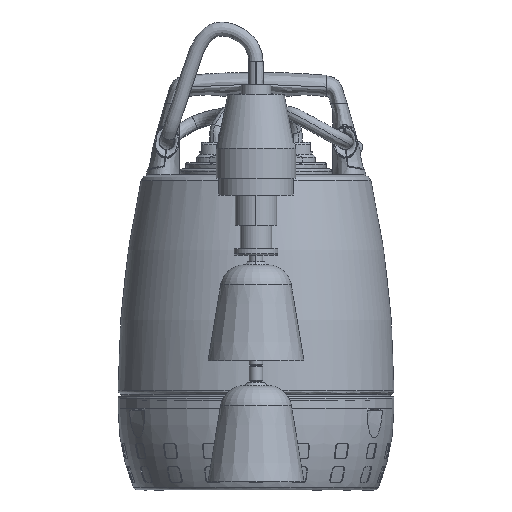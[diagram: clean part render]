
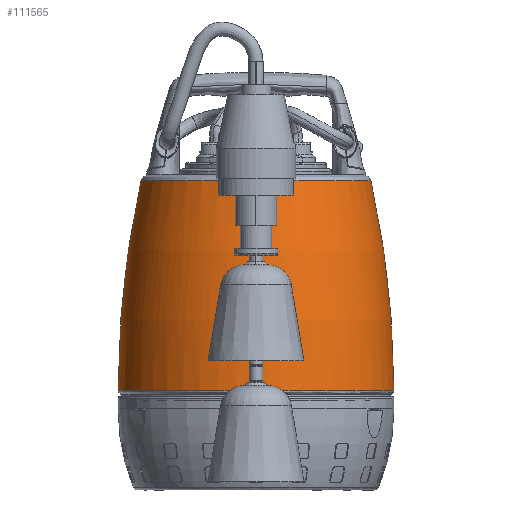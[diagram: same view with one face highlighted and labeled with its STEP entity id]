
A CAD part, front view. The second image highlights one B-rep face of the part: STEP entity #111565.
In plain terms, the highlighted toroidal (fillet/blend) face has major radius 543.008 mm and minor radius 631.008 mm.
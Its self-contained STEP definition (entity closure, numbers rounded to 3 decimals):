
#1421 = CARTESIAN_POINT ( 'NONE',  ( -10.538, -72.793, -3.771 ) ) ;
#1799 = B_SPLINE_CURVE_WITH_KNOTS ( 'NONE', 3,
 ( #4954, #3084, #92785, #61331, #108050, #119565, #166265, #35511, #93709, #151949, #163467, #149153, #127980, #68799 ),
 .UNSPECIFIED., .F., .F.,
 ( 4, 1, 1, 1, 1, 1, 1, 1, 1, 1, 1, 4 ),
 ( 0., 0.062, 0.094, 0.125, 0.188, 0.25, 0.313, 0.375, 0.438, 0.5, 0.562, 0.57 ),
 .UNSPECIFIED. ) ;
#2358 = CARTESIAN_POINT ( 'NONE',  ( -55.933, -47.996, -3.771 ) ) ;
#3084 = CARTESIAN_POINT ( 'NONE',  ( 4.208, -73.34, -3.771 ) ) ;
#3296 = CARTESIAN_POINT ( 'NONE',  ( -73.293, -5.185, -3.771 ) ) ;
#4954 = CARTESIAN_POINT ( 'NONE',  ( 0., -73.34, -3.771 ) ) ;
#6597 = VERTEX_POINT ( 'NONE', #19843 ) ;
#12691 = CARTESIAN_POINT ( 'NONE',  ( 87.998, -5.759, -137.377 ) ) ;
#12703 = CARTESIAN_POINT ( 'NONE',  ( 87.998, 0., -137.377 ) ) ;
#13283 = CARTESIAN_POINT ( 'NONE',  ( -31.132, -82.659, -137.377 ) ) ;
#14228 = CARTESIAN_POINT ( 'NONE',  ( -87.998, 0., -137.377 ) ) ;
#15763 = CARTESIAN_POINT ( 'NONE',  ( -36.429, -64.072, -3.771 ) ) ;
#18513 = B_SPLINE_CURVE_WITH_KNOTS ( 'NONE', 3,
 ( #85830, #129737, #86781, #13283, #186052, #159338, #174615, #187957, #55298, #57204, #144998, #113521, #14228 ),
 .UNSPECIFIED., .F., .F.,
 ( 4, 1, 1, 1, 1, 1, 1, 1, 1, 1, 4 ),
 ( 0., 0.062, 0.125, 0.156, 0.188, 0.219, 0.25, 0.313, 0.375, 0.438, 0.5 ),
 .UNSPECIFIED. ) ;
#19843 = CARTESIAN_POINT ( 'NONE',  ( 0., -73.34, -3.771 ) ) ;
#25106 = DIRECTION ( 'NONE',  ( 0., 1., 0. ) ) ;
#26075 = CARTESIAN_POINT ( 'NONE',  ( 87.998, 0., -137.377 ) ) ;
#27978 = CARTESIAN_POINT ( 'NONE',  ( 55.915, -68.132, -137.377 ) ) ;
#32919 = CARTESIAN_POINT ( 'NONE',  ( -46.875, -56.877, -3.771 ) ) ;
#33575 = DIRECTION ( 'NONE',  ( 0., 0., -1. ) ) ;
#35511 = CARTESIAN_POINT ( 'NONE',  ( 55.933, -47.996, -3.771 ) ) ;
#38525 = CARTESIAN_POINT ( 'NONE',  ( 17.281, -86.865, -137.377 ) ) ;
#42447 = EDGE_CURVE ( 'NONE', #151653, #174637, #186364, .T. ) ;
#46204 = ORIENTED_EDGE ( 'NONE', *, *, #42447, .T. ) ;
#48164 = ORIENTED_EDGE ( 'NONE', *, *, #51009, .F. ) ;
#51009 = EDGE_CURVE ( 'NONE', #68920, #184223, #62537, .T. ) ;
#52407 = EDGE_CURVE ( 'NONE', #98136, #174637, #18513, .T. ) ;
#52823 = CARTESIAN_POINT ( 'NONE',  ( 0., -87.998, -137.377 ) ) ;
#55298 = CARTESIAN_POINT ( 'NONE',  ( -73.641, -49.203, -137.377 ) ) ;
#57204 = CARTESIAN_POINT ( 'NONE',  ( -81.823, -33.893, -137.377 ) ) ;
#57594 = ORIENTED_EDGE ( 'NONE', *, *, #52407, .F. ) ;
#58217 = EDGE_CURVE ( 'NONE', #151653, #6597, #140796, .T. ) ;
#61331 = CARTESIAN_POINT ( 'NONE',  ( 18.77, -70.991, -3.771 ) ) ;
#62537 = CIRCLE ( 'NONE', #169215, 631.008 ) ;
#65005 = CARTESIAN_POINT ( 'NONE',  ( 0., 0., -139. ) ) ;
#68799 = CARTESIAN_POINT ( 'NONE',  ( 73.34, 0., -3.771 ) ) ;
#68920 = VERTEX_POINT ( 'NONE', #176952 ) ;
#72614 = B_SPLINE_CURVE_WITH_KNOTS ( 'NONE', 3,
 ( #26075, #12691, #84266, #158750, #185462, #126299, #27978, #83322, #170212, #155904, #38525, #142493, #52823 ),
 .UNSPECIFIED., .F., .F.,
 ( 4, 1, 1, 1, 1, 1, 1, 1, 1, 1, 4 ),
 ( 0.5, 0.562, 0.625, 0.687, 0.75, 0.781, 0.812, 0.844, 0.875, 0.938, 1. ),
 .UNSPECIFIED. ) ;
#74922 = CARTESIAN_POINT ( 'NONE',  ( -73.34, -0.486, -3.771 ) ) ;
#76323 = CARTESIAN_POINT ( 'NONE',  ( -73.34, 0., -3.771 ) ) ;
#77722 = CARTESIAN_POINT ( 'NONE',  ( -68.86, -26.276, -3.771 ) ) ;
#78611 = DIRECTION ( 'NONE',  ( 0., -1., 0. ) ) ;
#83206 = ORIENTED_EDGE ( 'NONE', *, *, #182066, .F. ) ;
#83322 = CARTESIAN_POINT ( 'NONE',  ( 48.968, -73.285, -137.377 ) ) ;
#84266 = CARTESIAN_POINT ( 'NONE',  ( 86.864, -17.278, -137.377 ) ) ;
#85830 = CARTESIAN_POINT ( 'NONE',  ( 0., -87.998, -137.377 ) ) ;
#86781 = CARTESIAN_POINT ( 'NONE',  ( -17.281, -86.865, -137.377 ) ) ;
#91096 = CARTESIAN_POINT ( 'NONE',  ( 543.008, 0., -139. ) ) ;
#91132 = CARTESIAN_POINT ( 'NONE',  ( -18.77, -70.991, -3.771 ) ) ;
#92785 = CARTESIAN_POINT ( 'NONE',  ( 10.538, -72.793, -3.771 ) ) ;
#93709 = CARTESIAN_POINT ( 'NONE',  ( 63.335, -37.695, -3.771 ) ) ;
#96350 = TOROIDAL_SURFACE ( 'NONE', #120769, -543.008, 631.008 ) ;
#98136 = VERTEX_POINT ( 'NONE', #154166 ) ;
#102720 = EDGE_LOOP ( 'NONE', ( #48164, #83206, #133598, #46204, #57594, #165708 ) ) ;
#105411 = DIRECTION ( 'NONE',  ( 0., 0., -1. ) ) ;
#107113 = AXIS2_PLACEMENT_3D ( 'NONE', #91096, #78611, #105411 ) ;
#108050 = CARTESIAN_POINT ( 'NONE',  ( 26.818, -68.488, -3.771 ) ) ;
#111565 = ADVANCED_FACE ( 'NONE', ( #167144 ), #96350, .T. ) ;
#112901 = DIRECTION ( 'NONE',  ( 0., 0., 1. ) ) ;
#113521 = CARTESIAN_POINT ( 'NONE',  ( -87.998, -5.759, -137.377 ) ) ;
#117248 = CARTESIAN_POINT ( 'NONE',  ( -87.998, 0., -137.377 ) ) ;
#118840 = CARTESIAN_POINT ( 'NONE',  ( -26.818, -68.488, -3.771 ) ) ;
#119565 = CARTESIAN_POINT ( 'NONE',  ( 36.429, -64.072, -3.771 ) ) ;
#120769 = AXIS2_PLACEMENT_3D ( 'NONE', #65005, #33575, #150013 ) ;
#126299 = CARTESIAN_POINT ( 'NONE',  ( 64.454, -60.395, -137.377 ) ) ;
#127980 = CARTESIAN_POINT ( 'NONE',  ( 73.34, -0.486, -3.771 ) ) ;
#129737 = CARTESIAN_POINT ( 'NONE',  ( -5.75, -87.998, -137.377 ) ) ;
#133141 = CARTESIAN_POINT ( 'NONE',  ( -72.346, -14.079, -3.771 ) ) ;
#133598 = ORIENTED_EDGE ( 'NONE', *, *, #58217, .F. ) ;
#140796 = B_SPLINE_CURVE_WITH_KNOTS ( 'NONE', 3,
 ( #161797, #74922, #3296, #133141, #77722, #163672, #2358, #32919, #15763, #118840, #91132, #1421, #149360, #177086 ),
 .UNSPECIFIED., .F., .F.,
 ( 4, 1, 1, 1, 1, 1, 1, 1, 1, 1, 1, 4 ),
 ( 0.43, 0.438, 0.5, 0.562, 0.625, 0.687, 0.75, 0.812, 0.875, 0.906, 0.938, 1. ),
 .UNSPECIFIED. ) ;
#142493 = CARTESIAN_POINT ( 'NONE',  ( 5.75, -87.998, -137.377 ) ) ;
#144378 = CARTESIAN_POINT ( 'NONE',  ( -543.008, 0., -139. ) ) ;
#144998 = CARTESIAN_POINT ( 'NONE',  ( -86.864, -17.278, -137.377 ) ) ;
#149153 = CARTESIAN_POINT ( 'NONE',  ( 73.293, -5.185, -3.771 ) ) ;
#149164 = EDGE_CURVE ( 'NONE', #184223, #98136, #72614, .T. ) ;
#149360 = CARTESIAN_POINT ( 'NONE',  ( -4.208, -73.34, -3.771 ) ) ;
#150013 = DIRECTION ( 'NONE',  ( -1., 0., 0. ) ) ;
#151653 = VERTEX_POINT ( 'NONE', #76323 ) ;
#151949 = CARTESIAN_POINT ( 'NONE',  ( 68.86, -26.276, -3.771 ) ) ;
#154166 = CARTESIAN_POINT ( 'NONE',  ( 0., -87.998, -137.377 ) ) ;
#155904 = CARTESIAN_POINT ( 'NONE',  ( 31.132, -82.659, -137.377 ) ) ;
#158750 = CARTESIAN_POINT ( 'NONE',  ( 81.823, -33.893, -137.377 ) ) ;
#159338 = CARTESIAN_POINT ( 'NONE',  ( -48.968, -73.285, -137.377 ) ) ;
#161797 = CARTESIAN_POINT ( 'NONE',  ( -73.34, 0., -3.771 ) ) ;
#163467 = CARTESIAN_POINT ( 'NONE',  ( 72.346, -14.079, -3.771 ) ) ;
#163672 = CARTESIAN_POINT ( 'NONE',  ( -63.335, -37.695, -3.771 ) ) ;
#165708 = ORIENTED_EDGE ( 'NONE', *, *, #149164, .F. ) ;
#166265 = CARTESIAN_POINT ( 'NONE',  ( 46.875, -56.877, -3.771 ) ) ;
#167144 = FACE_OUTER_BOUND ( 'NONE', #102720, .T. ) ;
#169215 = AXIS2_PLACEMENT_3D ( 'NONE', #144378, #25106, #112901 ) ;
#170212 = CARTESIAN_POINT ( 'NONE',  ( 41.548, -77.732, -137.377 ) ) ;
#174615 = CARTESIAN_POINT ( 'NONE',  ( -55.915, -68.132, -137.377 ) ) ;
#174637 = VERTEX_POINT ( 'NONE', #117248 ) ;
#176952 = CARTESIAN_POINT ( 'NONE',  ( 73.34, 0., -3.771 ) ) ;
#177086 = CARTESIAN_POINT ( 'NONE',  ( 0., -73.34, -3.771 ) ) ;
#182066 = EDGE_CURVE ( 'NONE', #6597, #68920, #1799, .T. ) ;
#184223 = VERTEX_POINT ( 'NONE', #12703 ) ;
#185462 = CARTESIAN_POINT ( 'NONE',  ( 73.641, -49.203, -137.377 ) ) ;
#186052 = CARTESIAN_POINT ( 'NONE',  ( -41.548, -77.732, -137.377 ) ) ;
#186364 = CIRCLE ( 'NONE', #107113, 631.008 ) ;
#187957 = CARTESIAN_POINT ( 'NONE',  ( -64.454, -60.395, -137.377 ) ) ;
